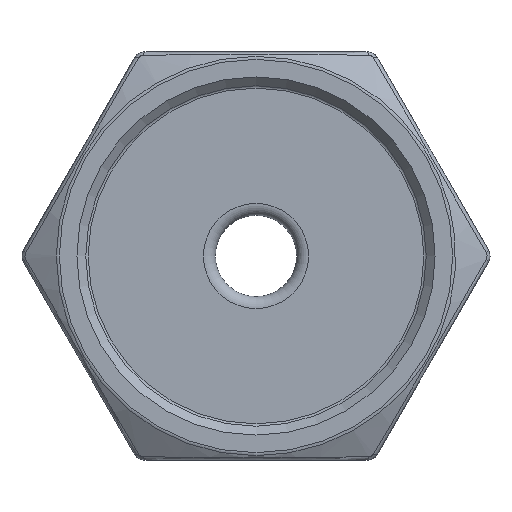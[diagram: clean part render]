
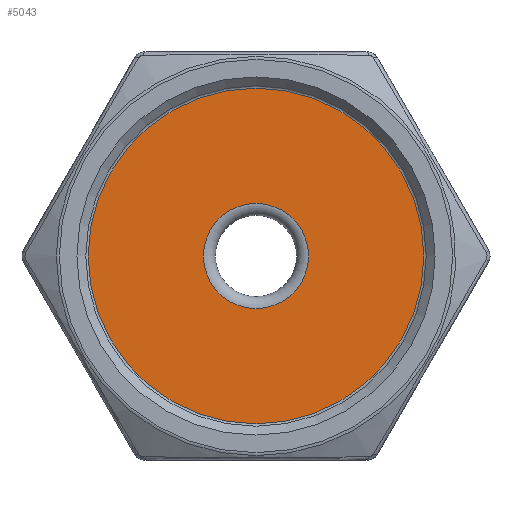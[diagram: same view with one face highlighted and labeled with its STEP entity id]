
A CAD part, left-side view. The second image highlights one B-rep face of the part: STEP entity #5043.
In plain terms, the highlighted planar face has unit normal (-1, 0, 0).
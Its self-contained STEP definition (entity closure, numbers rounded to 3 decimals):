
#1005 = DIRECTION ( 'NONE',  ( 0., 0., -1. ) ) ;
#2375 = DIRECTION ( 'NONE',  ( 0., 1., 0. ) ) ;
#2767 = CARTESIAN_POINT ( 'NONE',  ( 24.8, 0., -8.75 ) ) ;
#3040 = ORIENTED_EDGE ( 'NONE', *, *, #10332, .F. ) ;
#3191 = FACE_BOUND ( 'NONE', #5161, .T. ) ;
#3699 = AXIS2_PLACEMENT_3D ( 'NONE', #11856, #14055, #8325 ) ;
#4775 = AXIS2_PLACEMENT_3D ( 'NONE', #5583, #12694, #2375 ) ;
#5043 = ADVANCED_FACE ( 'NONE', ( #3191, #12393 ), #8084, .F. ) ;
#5161 = EDGE_LOOP ( 'NONE', ( #9300 ) ) ;
#5583 = CARTESIAN_POINT ( 'NONE',  ( 24.8, 0., -28.428 ) ) ;
#6699 = CARTESIAN_POINT ( 'NONE',  ( 24.8, 0., 0. ) ) ;
#7031 = VERTEX_POINT ( 'NONE', #14074 ) ;
#7319 = EDGE_CURVE ( 'NONE', #12791, #12791, #11881, .T. ) ;
#7959 = EDGE_LOOP ( 'NONE', ( #3040 ) ) ;
#8084 = PLANE ( 'NONE',  #4775 ) ;
#8325 = DIRECTION ( 'NONE',  ( 0., 0., 1. ) ) ;
#9011 = AXIS2_PLACEMENT_3D ( 'NONE', #6699, #11315, #1005 ) ;
#9300 = ORIENTED_EDGE ( 'NONE', *, *, #7319, .T. ) ;
#10332 = EDGE_CURVE ( 'NONE', #7031, #7031, #11878, .T. ) ;
#11315 = DIRECTION ( 'NONE',  ( 1., 0., 0. ) ) ;
#11856 = CARTESIAN_POINT ( 'NONE',  ( 24.8, 0., 0. ) ) ;
#11878 = CIRCLE ( 'NONE', #3699, 27.928 ) ;
#11881 = CIRCLE ( 'NONE', #9011, 8.75 ) ;
#12393 = FACE_OUTER_BOUND ( 'NONE', #7959, .T. ) ;
#12694 = DIRECTION ( 'NONE',  ( 1., 0., 0. ) ) ;
#12791 = VERTEX_POINT ( 'NONE', #2767 ) ;
#14055 = DIRECTION ( 'NONE',  ( 1., 0., 0. ) ) ;
#14074 = CARTESIAN_POINT ( 'NONE',  ( 24.8, 0., 27.928 ) ) ;
